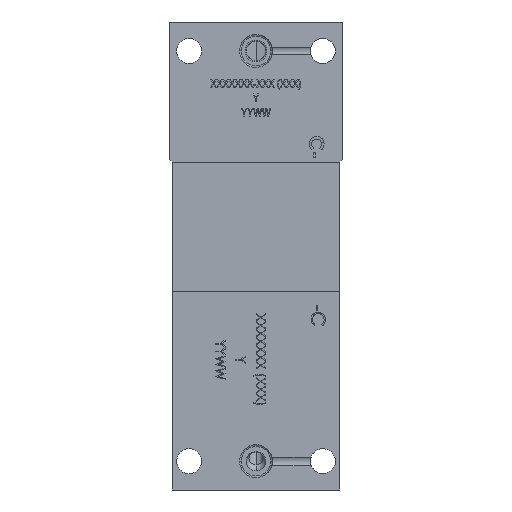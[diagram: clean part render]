
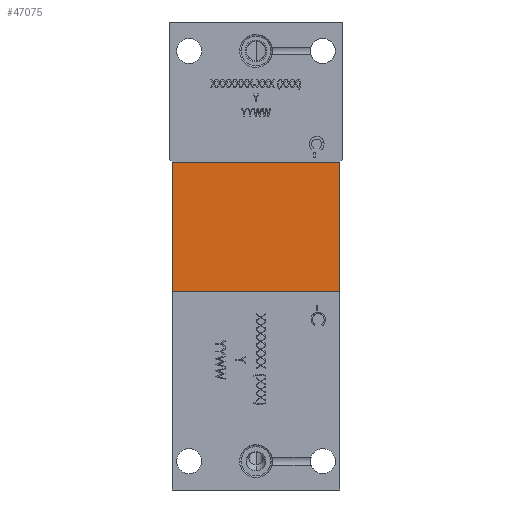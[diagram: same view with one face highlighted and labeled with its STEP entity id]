
A CAD part, front view. The second image highlights one B-rep face of the part: STEP entity #47075.
In plain terms, the highlighted planar face has unit normal (0, -1, 0).
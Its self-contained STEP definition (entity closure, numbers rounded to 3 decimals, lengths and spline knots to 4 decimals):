
#838 = VECTOR ( 'NONE', #88455, 39.3701 ) ;
#2470 = VECTOR ( 'NONE', #119594, 39.3701 ) ;
#6610 = ORIENTED_EDGE ( 'NONE', *, *, #32888, .F. ) ;
#12249 = VERTEX_POINT ( 'NONE', #59021 ) ;
#17866 = DIRECTION ( 'NONE',  ( 1., 0., 0. ) ) ;
#19159 = VECTOR ( 'NONE', #113531, 39.3701 ) ;
#19339 = ORIENTED_EDGE ( 'NONE', *, *, #84317, .F. ) ;
#21909 = VERTEX_POINT ( 'NONE', #68125 ) ;
#29485 = CARTESIAN_POINT ( 'NONE',  ( 0.5654, -0.9014, -0.6023 ) ) ;
#32888 = EDGE_CURVE ( 'NONE', #12249, #142524, #94558, .T. ) ;
#33799 = ORIENTED_EDGE ( 'NONE', *, *, #113645, .F. ) ;
#38112 = AXIS2_PLACEMENT_3D ( 'NONE', #105063, #54369, #129976 ) ;
#38172 = PLANE ( 'NONE',  #38112 ) ;
#43759 = VECTOR ( 'NONE', #17866, 39.3701 ) ;
#47075 = ADVANCED_FACE ( 'NONE', ( #52702 ), #38172, .F. ) ;
#52702 = FACE_OUTER_BOUND ( 'NONE', #76517, .T. ) ;
#54369 = DIRECTION ( 'NONE',  ( 0., 1., 0. ) ) ;
#57305 = LINE ( 'NONE', #97622, #43759 ) ;
#59021 = CARTESIAN_POINT ( 'NONE',  ( 0.5654, -0.9014, -1.7423 ) ) ;
#67263 = LINE ( 'NONE', #156589, #2470 ) ;
#68125 = CARTESIAN_POINT ( 'NONE',  ( -0.9146, -0.9014, -0.6023 ) ) ;
#76517 = EDGE_LOOP ( 'NONE', ( #115491, #19339, #33799, #6610 ) ) ;
#81690 = CARTESIAN_POINT ( 'NONE',  ( -0.9146, -0.9014, -1.7423 ) ) ;
#84317 = EDGE_CURVE ( 'NONE', #21909, #97772, #57305, .T. ) ;
#88455 = DIRECTION ( 'NONE',  ( -1., 0., 0. ) ) ;
#94558 = LINE ( 'NONE', #81690, #838 ) ;
#97622 = CARTESIAN_POINT ( 'NONE',  ( -0.9146, -0.9014, -0.6023 ) ) ;
#97772 = VERTEX_POINT ( 'NONE', #157506 ) ;
#105063 = CARTESIAN_POINT ( 'NONE',  ( 0.5654, -0.9014, -0.6023 ) ) ;
#113531 = DIRECTION ( 'NONE',  ( 0., 0., -1. ) ) ;
#113645 = EDGE_CURVE ( 'NONE', #142524, #21909, #67263, .T. ) ;
#115491 = ORIENTED_EDGE ( 'NONE', *, *, #117911, .F. ) ;
#117911 = EDGE_CURVE ( 'NONE', #97772, #12249, #147071, .T. ) ;
#119594 = DIRECTION ( 'NONE',  ( 0., 0., 1. ) ) ;
#129976 = DIRECTION ( 'NONE',  ( 1., 0., 0. ) ) ;
#142524 = VERTEX_POINT ( 'NONE', #167493 ) ;
#147071 = LINE ( 'NONE', #29485, #19159 ) ;
#156589 = CARTESIAN_POINT ( 'NONE',  ( -0.9146, -0.9014, -0.6023 ) ) ;
#157506 = CARTESIAN_POINT ( 'NONE',  ( 0.5654, -0.9014, -0.6023 ) ) ;
#167493 = CARTESIAN_POINT ( 'NONE',  ( -0.9146, -0.9014, -1.7423 ) ) ;
